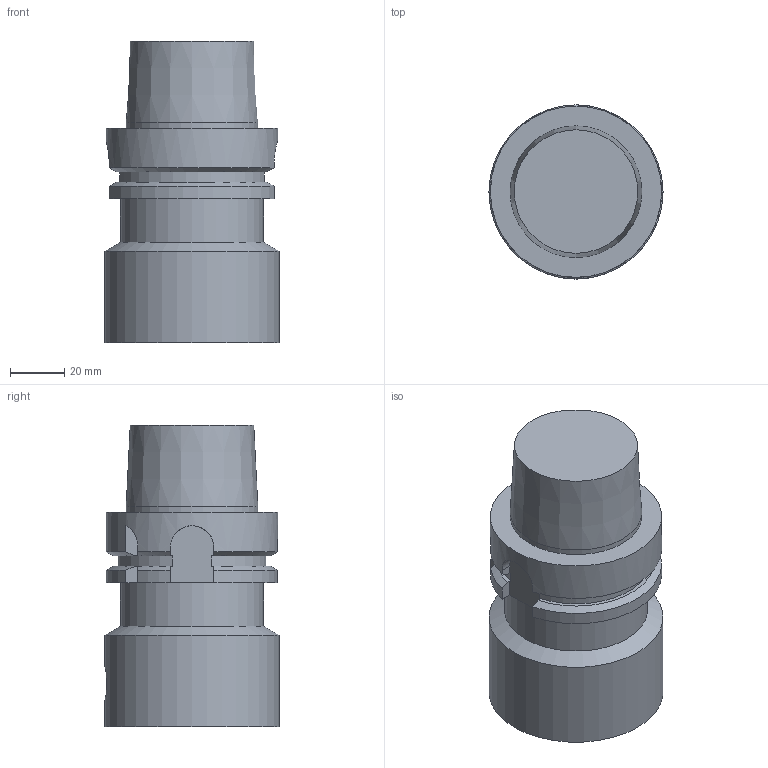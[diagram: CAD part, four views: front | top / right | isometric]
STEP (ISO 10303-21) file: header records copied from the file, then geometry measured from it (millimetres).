
FILE_DESCRIPTION((''),'1');
FILE_NAME('HSK-A63-CKB6-79.stp','2022-09-16T08:07:20',(''),(''),'Spatial Interop R21 SP3','Kubotek KeyCreator 2011 V10.0.2 (22737)',' ');
FILE_SCHEMA(('automotive_design'));
Length unit declared in the file: millimetre
Products named in the file (1): 240[2]
Bounding box: 64 x 64 x 111 mm (x, y, z)
Volume: 239769.8 mm3; surface area: 33289.3 mm2
Topology: 1 solids, 1 shells, 48 faces, 126 edges, 83 vertices
Faces by surface type: plane 25, cylinder 15, cone 8
Full cylindrical faces by diameter (mm): 12.3 x1, 36 x1, 48.43 x1, 52.6 x1, 63 x1, 64 x1
Entity records: 2726 total; most frequent: CARTESIAN_POINT 422, DIRECTION 230, ORIENTED_EDGE 230, PRESENTATION_STYLE_ASSIGNMENT 213, COLOUR_RGB 213, STYLED_ITEM 164, CURVE_STYLE 164, DRAUGHTING_PRE_DEFINED_CURVE_FONT 164
